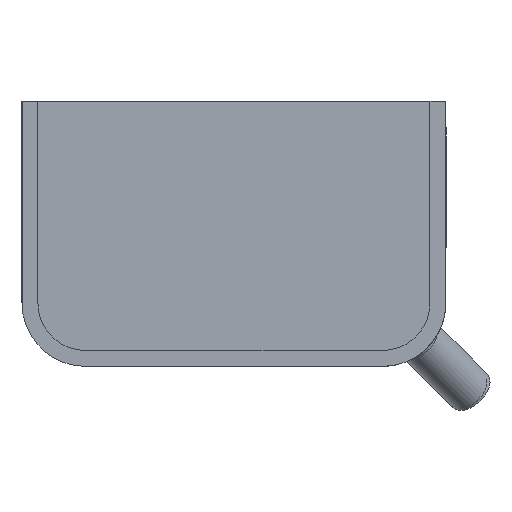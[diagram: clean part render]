
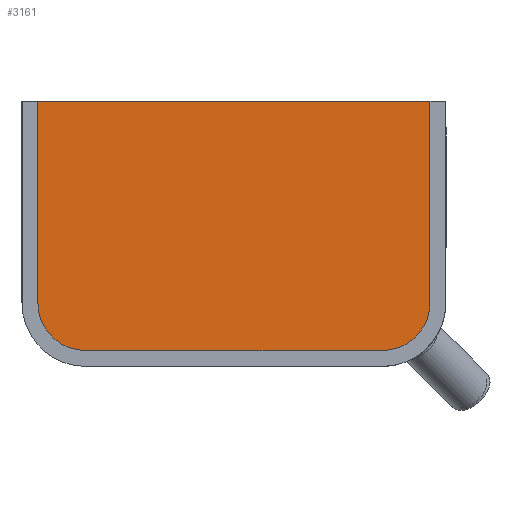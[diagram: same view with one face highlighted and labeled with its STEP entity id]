
A CAD part, left-side view. The second image highlights one B-rep face of the part: STEP entity #3161.
In plain terms, the highlighted planar face has unit normal (-1, 0, 0).
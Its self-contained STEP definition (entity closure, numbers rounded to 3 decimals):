
#491=FACE_OUTER_BOUND($,#718,.T.);
#718=EDGE_LOOP($,(#2612,#2613,#2614,#2615,#2616,#2617));
#851=CIRCLE($,#3413,9.);
#852=CIRCLE($,#3414,9.);
#1067=LINE($,#5408,#1334);
#1068=LINE($,#5411,#1335);
#1069=LINE($,#5415,#1336);
#1070=LINE($,#5418,#1337);
#1334=VECTOR($,#4069,74.);
#1335=VECTOR($,#4072,38.);
#1336=VECTOR($,#4075,56.);
#1337=VECTOR($,#4078,38.);
#1627=VERTEX_POINT($,#5401);
#1629=VERTEX_POINT($,#5406);
#1630=VERTEX_POINT($,#5410);
#1631=VERTEX_POINT($,#5412);
#1632=VERTEX_POINT($,#5414);
#1633=VERTEX_POINT($,#5416);
#1987=EDGE_CURVE($,#1627,#1629,#1067,.T.);
#1988=EDGE_CURVE($,#1630,#1629,#1068,.T.);
#1989=EDGE_CURVE($,#1631,#1630,#851,.T.);
#1990=EDGE_CURVE($,#1632,#1631,#1069,.T.);
#1991=EDGE_CURVE($,#1633,#1632,#852,.T.);
#1992=EDGE_CURVE($,#1627,#1633,#1070,.T.);
#2612=ORIENTED_EDGE($,*,*,#1987,.T.);
#2613=ORIENTED_EDGE($,*,*,#1988,.F.);
#2614=ORIENTED_EDGE($,*,*,#1989,.F.);
#2615=ORIENTED_EDGE($,*,*,#1990,.F.);
#2616=ORIENTED_EDGE($,*,*,#1991,.F.);
#2617=ORIENTED_EDGE($,*,*,#1992,.F.);
#3009=PLANE($,#3412);
#3161=ADVANCED_FACE($,(#491),#3009,.T.);
#3412=AXIS2_PLACEMENT_3D($,#5409,#4070,#4071);
#3413=AXIS2_PLACEMENT_3D($,#5413,#4073,#4074);
#3414=AXIS2_PLACEMENT_3D($,#5417,#4076,#4077);
#4069=DIRECTION($,(0.,1.,0.));
#4070=DIRECTION('center_axis',(-1.,0.,0.));
#4071=DIRECTION('ref_axis',(0.,1.,0.));
#4072=DIRECTION($,(0.,0.,1.));
#4073=DIRECTION('center_axis',(1.,0.,0.));
#4074=DIRECTION('ref_axis',(0.,0.707,-0.707));
#4075=DIRECTION($,(0.,1.,0.));
#4076=DIRECTION('center_axis',(1.,0.,0.));
#4077=DIRECTION('ref_axis',(0.,-0.707,-0.707));
#4078=DIRECTION($,(0.,0.,-1.));
#5401=CARTESIAN_POINT('',(-250.,-36.999,50.));
#5406=CARTESIAN_POINT('',(-250.,37.001,50.));
#5408=CARTESIAN_POINT($,(-250.,0.,50.));
#5409=CARTESIAN_POINT('Origin',(-250.,0.001,27.));
#5410=CARTESIAN_POINT('',(-250.,37.001,12.));
#5411=CARTESIAN_POINT($,(-250.,37.001,51.));
#5412=CARTESIAN_POINT('',(-250.,28.001,3.));
#5413=CARTESIAN_POINT('Origin',(-250.,28.001,12.));
#5414=CARTESIAN_POINT('',(-250.,-27.999,3.));
#5415=CARTESIAN_POINT($,(-250.,37.001,3.));
#5416=CARTESIAN_POINT('',(-250.,-36.999,12.));
#5417=CARTESIAN_POINT('Origin',(-250.,-27.999,12.));
#5418=CARTESIAN_POINT($,(-250.,-36.999,3.));
